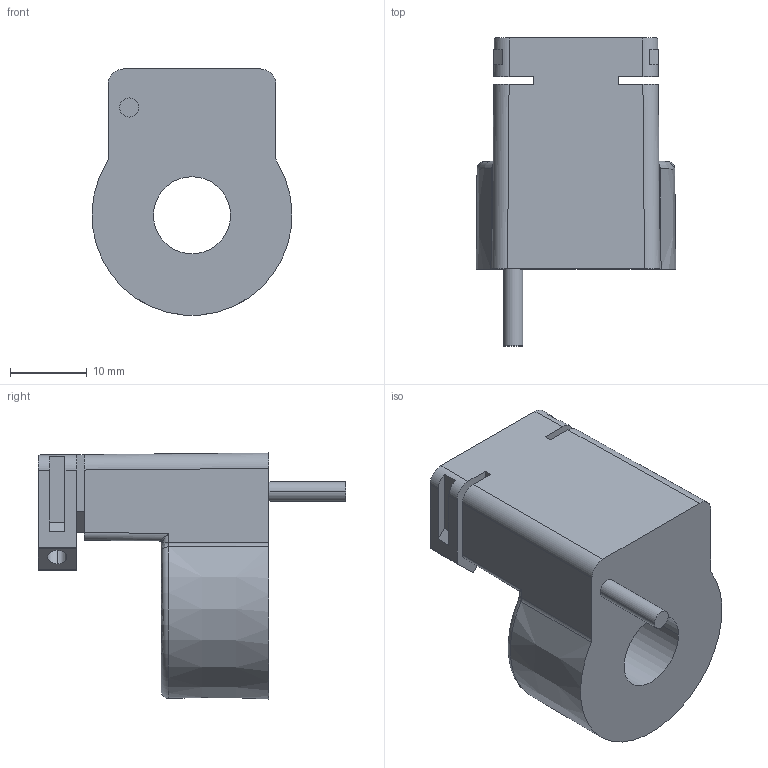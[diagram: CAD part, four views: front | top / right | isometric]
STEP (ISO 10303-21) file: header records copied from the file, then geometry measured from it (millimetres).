
FILE_DESCRIPTION((''),'2;1');
FILE_NAME('DM_CAD-2101','2015-04-23T',('Creinig-se'),(''),'PRO/ENGINEER BY PARAMETRIC TECHNOLOGY CORPORATION, 2013050','PRO/ENGINEER BY PARAMETRIC TECHNOLOGY CORPORATION, 2013050','');
FILE_SCHEMA(('CONFIG_CONTROL_DESIGN'));
Length unit declared in the file: millimetre
Products named in the file (1): DM_CAD-2101
Bounding box: 25.97 x 40 x 31.95 mm (x, y, z)
Volume: 11192.9 mm3; surface area: 5035.7 mm2
Topology: 1 solids, 1 shells, 97 faces, 268 edges, 176 vertices
Faces by surface type: plane 48, cylinder 40, bspline 6, torus 2, cone 1
Entity records: 4307 total; most frequent: CARTESIAN_POINT 936, ORIENTED_EDGE 536, DIRECTION 479, PRESENTATION_STYLE_ASSIGNMENT 272, STYLED_ITEM 269, CURVE_STYLE 268, EDGE_CURVE 268, VERTEX_POINT 176
